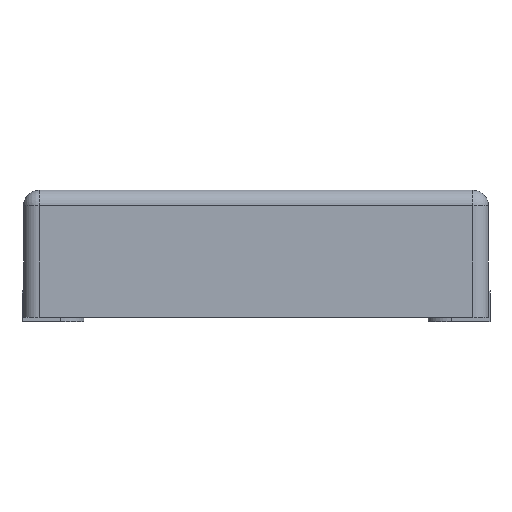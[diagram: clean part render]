
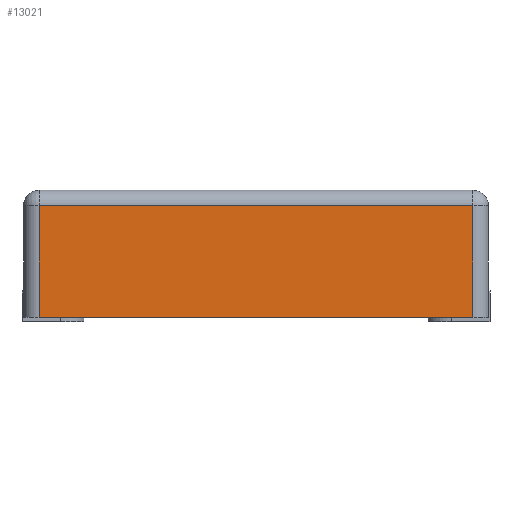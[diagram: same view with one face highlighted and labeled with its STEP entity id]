
A CAD part, left-side view. The second image highlights one B-rep face of the part: STEP entity #13021.
In plain terms, the highlighted planar face has unit normal (-1, 0, 0).
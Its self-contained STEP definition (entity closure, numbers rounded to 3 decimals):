
#317 = EDGE_CURVE ( 'NONE', #16308, #11809, #16594, .T. ) ;
#1615 = CARTESIAN_POINT ( 'NONE',  ( -1.5, 1.4, 0.75 ) ) ;
#1896 = VERTEX_POINT ( 'NONE', #28462 ) ;
#2747 = PLANE ( 'NONE',  #26520 ) ;
#3260 = DIRECTION ( 'NONE',  ( 0., 0., -1. ) ) ;
#4347 = LINE ( 'NONE', #13519, #6017 ) ;
#4736 = CARTESIAN_POINT ( 'NONE',  ( -1.5, -1.5, 0.75 ) ) ;
#6017 = VECTOR ( 'NONE', #6196, 1000. ) ;
#6193 = VERTEX_POINT ( 'NONE', #24682 ) ;
#6196 = DIRECTION ( 'NONE',  ( 0., 0., 1. ) ) ;
#6364 = DIRECTION ( 'NONE',  ( 0., -1., 0. ) ) ;
#9235 = EDGE_LOOP ( 'NONE', ( #23230, #9923, #10233, #29735 ) ) ;
#9775 = FACE_OUTER_BOUND ( 'NONE', #9235, .T. ) ;
#9923 = ORIENTED_EDGE ( 'NONE', *, *, #317, .T. ) ;
#10233 = ORIENTED_EDGE ( 'NONE', *, *, #23173, .T. ) ;
#10636 = VECTOR ( 'NONE', #21653, 1000. ) ;
#11809 = VERTEX_POINT ( 'NONE', #18845 ) ;
#13021 = ADVANCED_FACE ( 'NONE', ( #9775 ), #2747, .F. ) ;
#13519 = CARTESIAN_POINT ( 'NONE',  ( -1.5, -1.4, 0.85 ) ) ;
#14967 = EDGE_CURVE ( 'NONE', #6193, #1896, #4347, .T. ) ;
#16308 = VERTEX_POINT ( 'NONE', #1615 ) ;
#16594 = LINE ( 'NONE', #28667, #19855 ) ;
#18845 = CARTESIAN_POINT ( 'NONE',  ( -1.5, 1.4, 0.03 ) ) ;
#18994 = DIRECTION ( 'NONE',  ( 1., 0., 0. ) ) ;
#19855 = VECTOR ( 'NONE', #3260, 1000. ) ;
#21653 = DIRECTION ( 'NONE',  ( 0., 1., 0. ) ) ;
#21789 = CARTESIAN_POINT ( 'NONE',  ( -1.5, -1.5, 0.85 ) ) ;
#22660 = CARTESIAN_POINT ( 'NONE',  ( -1.5, -1.5, 0.03 ) ) ;
#23173 = EDGE_CURVE ( 'NONE', #11809, #6193, #27054, .T. ) ;
#23189 = VECTOR ( 'NONE', #6364, 1000. ) ;
#23230 = ORIENTED_EDGE ( 'NONE', *, *, #24633, .T. ) ;
#24633 = EDGE_CURVE ( 'NONE', #1896, #16308, #25744, .T. ) ;
#24682 = CARTESIAN_POINT ( 'NONE',  ( -1.5, -1.4, 0.03 ) ) ;
#25744 = LINE ( 'NONE', #4736, #10636 ) ;
#25882 = DIRECTION ( 'NONE',  ( 0., 0., -1. ) ) ;
#26520 = AXIS2_PLACEMENT_3D ( 'NONE', #21789, #18994, #25882 ) ;
#27054 = LINE ( 'NONE', #22660, #23189 ) ;
#28462 = CARTESIAN_POINT ( 'NONE',  ( -1.5, -1.4, 0.75 ) ) ;
#28667 = CARTESIAN_POINT ( 'NONE',  ( -1.5, 1.4, 0.85 ) ) ;
#29735 = ORIENTED_EDGE ( 'NONE', *, *, #14967, .T. ) ;
